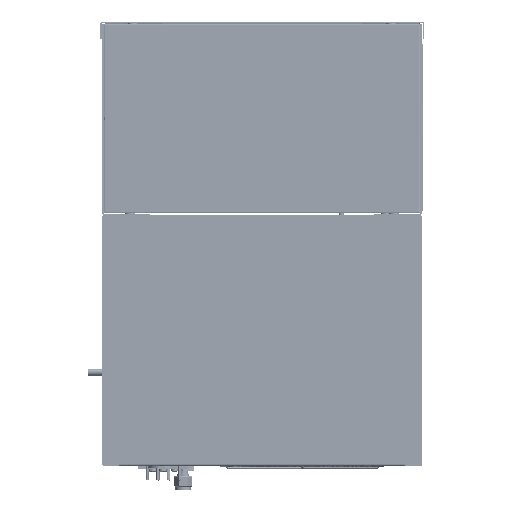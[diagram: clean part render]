
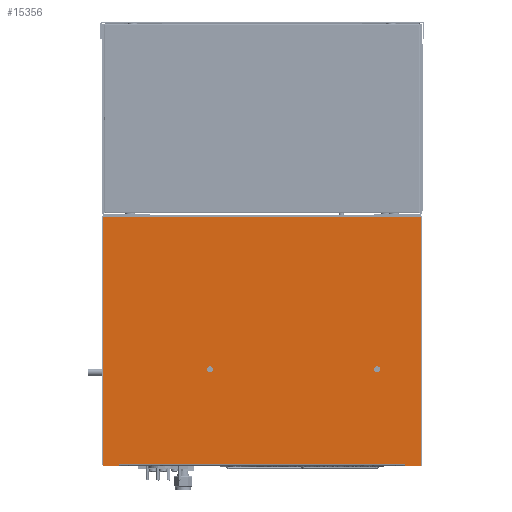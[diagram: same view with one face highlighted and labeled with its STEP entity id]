
A CAD part, front view. The second image highlights one B-rep face of the part: STEP entity #15356.
In plain terms, the highlighted free-form (B-spline) face has degree [1, 1] with [2, 2] control points.
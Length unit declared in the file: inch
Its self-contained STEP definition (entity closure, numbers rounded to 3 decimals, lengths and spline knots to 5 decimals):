
#15025=CARTESIAN_POINT('V834',(22.05171,-1.65738,
   -17.426));
#15026=VERTEX_POINT('V834',#15025);
#15052=CARTESIAN_POINT('E1249',(22.05171,
   -1.65738,-17.426));
#15053=CARTESIAN_POINT('E1249',(22.05171,
   -1.65738,-17.61479));
#15054=CARTESIAN_POINT('E1249',(22.21521,
   -1.65738,-17.5204));
#15055=CARTESIAN_POINT('E1249',(22.37871,
   -1.65738,-17.426));
#15056=CARTESIAN_POINT('E1249',(22.21521,
   -1.65738,-17.3316));
#15057=CARTESIAN_POINT('E1249',(22.05171,
   -1.65738,-17.23721));
#15058=CARTESIAN_POINT('E1249',(22.05171,
   -1.65738,-17.426));
#15066=(BOUNDED_CURVE()B_SPLINE_CURVE(2,(#15052,#15053,#15054,
   #15055,#15056,#15057,#15058),.CIRCULAR_ARC.,.T.,.U.)
   B_SPLINE_CURVE_WITH_KNOTS((3,2,2,3),(0.0,0.33333,
   0.66667,1.0),.UNSPECIFIED.)CURVE()
   GEOMETRIC_REPRESENTATION_ITEM()RATIONAL_B_SPLINE_CURVE((1.0,
   0.5,1.0,0.5,1.0,0.5,1.0)
   )REPRESENTATION_ITEM('E1249'));
#15067=EDGE_CURVE('E1249',#15026,#15026,#15066,.T.);
#15094=CARTESIAN_POINT('V835',(16.05271,-1.65738,
   -17.426));
#15095=VERTEX_POINT('V835',#15094);
#15121=CARTESIAN_POINT('E1250',(16.05271,
   -1.65738,-17.426));
#15122=CARTESIAN_POINT('E1250',(16.05271,
   -1.65738,-17.61479));
#15123=CARTESIAN_POINT('E1250',(16.21621,
   -1.65738,-17.5204));
#15124=CARTESIAN_POINT('E1250',(16.37971,
   -1.65738,-17.426));
#15125=CARTESIAN_POINT('E1250',(16.21621,
   -1.65738,-17.3316));
#15126=CARTESIAN_POINT('E1250',(16.05271,
   -1.65738,-17.23721));
#15127=CARTESIAN_POINT('E1250',(16.05271,
   -1.65738,-17.426));
#15135=(BOUNDED_CURVE()B_SPLINE_CURVE(2,(#15121,#15122,#15123,
   #15124,#15125,#15126,#15127),.CIRCULAR_ARC.,.T.,.U.)
   B_SPLINE_CURVE_WITH_KNOTS((3,2,2,3),(0.0,0.33333,
   0.66667,1.0),.UNSPECIFIED.)CURVE()
   GEOMETRIC_REPRESENTATION_ITEM()RATIONAL_B_SPLINE_CURVE((1.0,
   0.5,1.0,0.5,1.0,0.5,1.0)
   )REPRESENTATION_ITEM('E1250'));
#15136=EDGE_CURVE('E1250',#15095,#15095,#15135,.T.);
#15146=CARTESIAN_POINT('V839',(12.32371,-1.65738,
   -20.888));
#15147=VERTEX_POINT('V839',#15146);
#15162=CARTESIAN_POINT('V838',(12.87571,-1.65738,
   -20.888));
#15163=VERTEX_POINT('V838',#15162);
#15169=CARTESIAN_POINT('E1253',(12.87571,
   -1.65738,-20.888));
#15170=CARTESIAN_POINT('E1253',(12.32371,
   -1.65738,-20.888));
#15171=QUASI_UNIFORM_CURVE('E1253',1,(#15169,#15170),.POLYLINE_FORM.,
   .F.,.U.);
#15172=EDGE_CURVE('E1253',#15163,#15147,#15171,.T.);
#15182=CARTESIAN_POINT('V840',(12.32371,-1.65738,
   -11.936));
#15183=VERTEX_POINT('V840',#15182);
#15197=CARTESIAN_POINT('E1254',(12.32371,
   -1.65738,-20.888));
#15198=CARTESIAN_POINT('E1254',(12.32371,
   -1.65738,-11.936));
#15199=QUASI_UNIFORM_CURVE('E1254',1,(#15197,#15198),.POLYLINE_FORM.,
   .F.,.U.);
#15200=EDGE_CURVE('E1254',#15147,#15183,#15199,.T.);
#15210=CARTESIAN_POINT('V841',(23.72771,-1.65738,
   -11.936));
#15211=VERTEX_POINT('V841',#15210);
#15225=CARTESIAN_POINT('E1255',(12.32371,
   -1.65738,-11.936));
#15226=CARTESIAN_POINT('E1255',(23.72771,
   -1.65738,-11.936));
#15227=QUASI_UNIFORM_CURVE('E1255',1,(#15225,#15226),.POLYLINE_FORM.,
   .F.,.U.);
#15228=EDGE_CURVE('E1255',#15183,#15211,#15227,.T.);
#15238=CARTESIAN_POINT('V842',(23.72771,-1.65738,
   -20.888));
#15239=VERTEX_POINT('V842',#15238);
#15253=CARTESIAN_POINT('E1256',(23.72771,
   -1.65738,-11.936));
#15254=CARTESIAN_POINT('E1256',(23.72771,
   -1.65738,-20.888));
#15255=QUASI_UNIFORM_CURVE('E1256',1,(#15253,#15254),.POLYLINE_FORM.,
   .F.,.U.);
#15256=EDGE_CURVE('E1256',#15211,#15239,#15255,.T.);
#15268=CARTESIAN_POINT('V843',(23.17571,-1.65738,
   -20.888));
#15269=VERTEX_POINT('V843',#15268);
#15281=CARTESIAN_POINT('E1257',(23.72771,
   -1.65738,-20.888));
#15282=CARTESIAN_POINT('E1257',(23.17571,
   -1.65738,-20.888));
#15283=QUASI_UNIFORM_CURVE('E1257',1,(#15281,#15282),.POLYLINE_FORM.,
   .F.,.U.);
#15284=EDGE_CURVE('E1257',#15239,#15269,#15283,.T.);
#15294=CARTESIAN_POINT('V836',(23.17571,-1.65738,
   -20.832));
#15295=VERTEX_POINT('V836',#15294);
#15317=CARTESIAN_POINT('E1258',(23.17571,
   -1.65738,-20.888));
#15318=CARTESIAN_POINT('E1258',(23.17571,
   -1.65738,-20.832));
#15319=QUASI_UNIFORM_CURVE('E1258',1,(#15317,#15318),.POLYLINE_FORM.,
   .F.,.U.);
#15320=EDGE_CURVE('E1258',#15269,#15295,#15319,.T.);
#15325=CARTESIAN_POINT('F421',(23.72889,-1.65738,
   -11.93482));
#15326=CARTESIAN_POINT('F421',(23.72889,-1.65738,
   -20.88918));
#15327=CARTESIAN_POINT('F421',(12.32253,-1.65738,
   -11.93482));
#15328=CARTESIAN_POINT('F421',(12.32253,-1.65738,
   -20.88918));
#15329=B_SPLINE_SURFACE_WITH_KNOTS('F421',1,1,((#15325,#15327),(
   #15326,#15328)),.PLANE_SURF.,.F.,.F.,.U.,(2,2),(2,2),(0.0,1.0),
   (0.0,1.27383),.UNSPECIFIED.);
#15330=ORIENTED_EDGE('F465',*,*,#15320,.F.);
#15331=ORIENTED_EDGE('F459',*,*,#15284,.F.);
#15332=ORIENTED_EDGE('F460',*,*,#15256,.F.);
#15333=ORIENTED_EDGE('F461',*,*,#15228,.F.);
#15334=ORIENTED_EDGE('F462',*,*,#15200,.F.);
#15335=ORIENTED_EDGE('F463',*,*,#15172,.F.);
#15336=CARTESIAN_POINT('V837',(12.87571,-1.65738,
   -20.832));
#15337=VERTEX_POINT('V837',#15336);
#15338=CARTESIAN_POINT('E1252',(12.87571,
   -1.65738,-20.832));
#15339=CARTESIAN_POINT('E1252',(12.87571,
   -1.65738,-20.888));
#15340=QUASI_UNIFORM_CURVE('E1252',1,(#15338,#15339),.POLYLINE_FORM.,
   .F.,.U.);
#15341=EDGE_CURVE('E1252',#15337,#15163,#15340,.T.);
#15342=ORIENTED_EDGE('E1252',*,*,#15341,.F.);
#15343=CARTESIAN_POINT('E1251',(23.17571,
   -1.65738,-20.832));
#15344=CARTESIAN_POINT('E1251',(12.87571,
   -1.65738,-20.832));
#15345=QUASI_UNIFORM_CURVE('E1251',1,(#15343,#15344),.POLYLINE_FORM.,
   .F.,.U.);
#15346=EDGE_CURVE('E1251',#15295,#15337,#15345,.T.);
#15347=ORIENTED_EDGE('E1251',*,*,#15346,.F.);
#15348=EDGE_LOOP('F421',(#15330,#15331,#15332,#15333,#15334,#15335,
   #15342,#15347));
#15349=FACE_OUTER_BOUND('F421',#15348,.T.);
#15350=ORIENTED_EDGE('F429',*,*,#15136,.F.);
#15351=EDGE_LOOP('F421',(#15350));
#15352=FACE_BOUND('F421',#15351,.T.);
#15353=ORIENTED_EDGE('F428',*,*,#15067,.F.);
#15354=EDGE_LOOP('F421',(#15353));
#15355=FACE_BOUND('F421',#15354,.T.);
#15356=ADVANCED_FACE('F421',(#15349,#15352,#15355),#15329,.F.);
